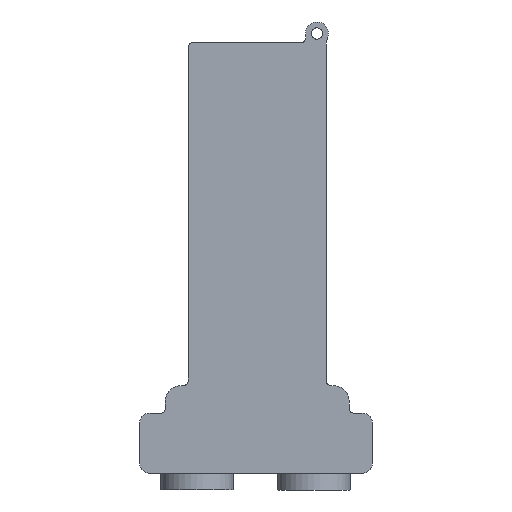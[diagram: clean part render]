
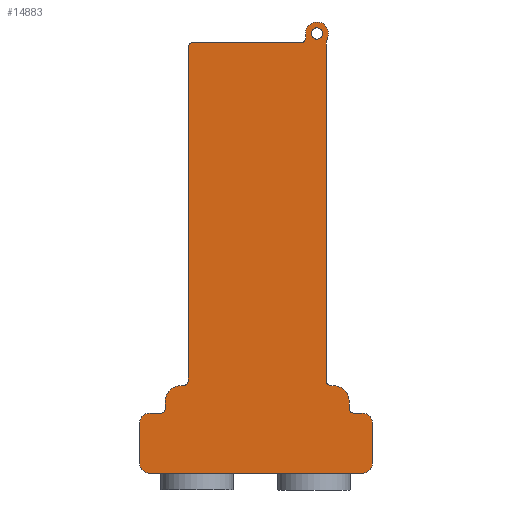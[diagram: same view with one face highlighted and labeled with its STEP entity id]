
A CAD part, front view. The second image highlights one B-rep face of the part: STEP entity #14883.
In plain terms, the highlighted planar face has unit normal (0, -1, 0).
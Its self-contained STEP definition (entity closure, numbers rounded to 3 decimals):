
#657=FACE_BOUND('',#2733,.T.);
#956=CIRCLE('',#16053,3.5);
#958=CIRCLE('',#16057,1.);
#959=CIRCLE('',#16060,1.);
#961=CIRCLE('',#16065,3.5);
#964=CIRCLE('',#16070,1.);
#965=CIRCLE('',#16073,1.);
#993=CIRCLE('',#16174,2.);
#996=CIRCLE('',#16179,2.);
#999=CIRCLE('',#16184,2.);
#1001=CIRCLE('',#16187,2.);
#1015=CIRCLE('',#16266,7.);
#1017=CIRCLE('',#16270,1.);
#1021=CIRCLE('',#16278,2.5);
#1022=CIRCLE('',#16280,1.);
#1023=CIRCLE('',#16281,1.25);
#1755=FACE_OUTER_BOUND('',#2732,.T.);
#2732=EDGE_LOOP('',(#12736,#12737,#12738,#12739,#12740,#12741,#12742,#12743,
#12744,#12745,#12746,#12747,#12748,#12749,#12750,#12751,#12752,#12753,#12754,
#12755,#12756,#12757,#12758,#12759,#12760,#12761,#12762));
#2733=EDGE_LOOP('',(#12763));
#3905=LINE('',#23809,#5512);
#3908=LINE('',#23820,#5515);
#3914=LINE('',#23835,#5521);
#3919=LINE('',#23850,#5526);
#3922=LINE('',#23861,#5529);
#3943=LINE('',#23923,#5550);
#4068=LINE('',#24221,#5675);
#4074=LINE('',#24239,#5681);
#4077=LINE('',#24253,#5684);
#4151=LINE('',#24446,#5758);
#4156=LINE('',#24461,#5763);
#4160=LINE('',#24469,#5767);
#4163=LINE('',#24483,#5770);
#5512=VECTOR('',#19211,10.);
#5515=VECTOR('',#19222,10.);
#5521=VECTOR('',#19238,10.);
#5526=VECTOR('',#19251,10.);
#5529=VECTOR('',#19262,10.);
#5550=VECTOR('',#19321,10.);
#5675=VECTOR('',#19618,10.);
#5681=VECTOR('',#19636,10.);
#5684=VECTOR('',#19653,10.);
#5758=VECTOR('',#19883,10.);
#5763=VECTOR('',#19896,10.);
#5767=VECTOR('',#19902,10.);
#5770=VECTOR('',#19921,10.);
#7018=VERTEX_POINT('',#23799);
#7019=VERTEX_POINT('',#23801);
#7021=VERTEX_POINT('',#23807);
#7024=VERTEX_POINT('',#23814);
#7025=VERTEX_POINT('',#23816);
#7026=VERTEX_POINT('',#23823);
#7029=VERTEX_POINT('',#23833);
#7030=VERTEX_POINT('',#23837);
#7031=VERTEX_POINT('',#23838);
#7035=VERTEX_POINT('',#23848);
#7038=VERTEX_POINT('',#23855);
#7039=VERTEX_POINT('',#23857);
#7040=VERTEX_POINT('',#23864);
#7061=VERTEX_POINT('',#23922);
#7145=VERTEX_POINT('',#24211);
#7148=VERTEX_POINT('',#24219);
#7150=VERTEX_POINT('',#24225);
#7154=VERTEX_POINT('',#24237);
#7155=VERTEX_POINT('',#24241);
#7157=VERTEX_POINT('',#24247);
#7196=VERTEX_POINT('',#24435);
#7197=VERTEX_POINT('',#24437);
#7202=VERTEX_POINT('',#24451);
#7203=VERTEX_POINT('',#24453);
#7205=VERTEX_POINT('',#24459);
#7208=VERTEX_POINT('',#24468);
#7211=VERTEX_POINT('',#24481);
#7212=VERTEX_POINT('',#24484);
#8795=EDGE_CURVE('',#7018,#7019,#956,.T.);
#8799=EDGE_CURVE('',#7021,#7018,#3905,.T.);
#8802=EDGE_CURVE('',#7024,#7025,#958,.T.);
#8804=EDGE_CURVE('',#7024,#7019,#3908,.T.);
#8806=EDGE_CURVE('',#7026,#7021,#959,.T.);
#8812=EDGE_CURVE('',#7029,#7026,#3914,.T.);
#8813=EDGE_CURVE('',#7030,#7031,#961,.T.);
#8819=EDGE_CURVE('',#7035,#7030,#3919,.T.);
#8822=EDGE_CURVE('',#7038,#7039,#964,.T.);
#8824=EDGE_CURVE('',#7031,#7038,#3922,.T.);
#8826=EDGE_CURVE('',#7040,#7035,#965,.T.);
#8855=EDGE_CURVE('',#7061,#7039,#3943,.T.);
#8995=EDGE_CURVE('',#7145,#7029,#993,.T.);
#9000=EDGE_CURVE('',#7145,#7148,#4068,.T.);
#9003=EDGE_CURVE('',#7150,#7148,#996,.T.);
#9010=EDGE_CURVE('',#7154,#7150,#4074,.T.);
#9011=EDGE_CURVE('',#7155,#7154,#999,.T.);
#9014=EDGE_CURVE('',#7061,#7157,#1001,.T.);
#9017=EDGE_CURVE('',#7155,#7157,#4077,.T.);
#9099=EDGE_CURVE('',#7196,#7197,#1015,.T.);
#9104=EDGE_CURVE('',#7040,#7197,#4151,.T.);
#9107=EDGE_CURVE('',#7202,#7203,#1017,.T.);
#9111=EDGE_CURVE('',#7205,#7202,#4156,.T.);
#9115=EDGE_CURVE('',#7208,#7203,#4160,.T.);
#9121=EDGE_CURVE('',#7196,#7208,#1021,.T.);
#9122=EDGE_CURVE('',#7211,#7205,#1022,.T.);
#9123=EDGE_CURVE('',#7025,#7211,#4163,.T.);
#9124=EDGE_CURVE('',#7212,#7212,#1023,.T.);
#12736=ORIENTED_EDGE('',*,*,#9104,.T.);
#12737=ORIENTED_EDGE('',*,*,#9099,.F.);
#12738=ORIENTED_EDGE('',*,*,#9121,.T.);
#12739=ORIENTED_EDGE('',*,*,#9115,.T.);
#12740=ORIENTED_EDGE('',*,*,#9107,.F.);
#12741=ORIENTED_EDGE('',*,*,#9111,.F.);
#12742=ORIENTED_EDGE('',*,*,#9122,.F.);
#12743=ORIENTED_EDGE('',*,*,#9123,.F.);
#12744=ORIENTED_EDGE('',*,*,#8802,.F.);
#12745=ORIENTED_EDGE('',*,*,#8804,.T.);
#12746=ORIENTED_EDGE('',*,*,#8795,.F.);
#12747=ORIENTED_EDGE('',*,*,#8799,.F.);
#12748=ORIENTED_EDGE('',*,*,#8806,.F.);
#12749=ORIENTED_EDGE('',*,*,#8812,.F.);
#12750=ORIENTED_EDGE('',*,*,#8995,.F.);
#12751=ORIENTED_EDGE('',*,*,#9000,.T.);
#12752=ORIENTED_EDGE('',*,*,#9003,.F.);
#12753=ORIENTED_EDGE('',*,*,#9010,.F.);
#12754=ORIENTED_EDGE('',*,*,#9011,.F.);
#12755=ORIENTED_EDGE('',*,*,#9017,.T.);
#12756=ORIENTED_EDGE('',*,*,#9014,.F.);
#12757=ORIENTED_EDGE('',*,*,#8855,.T.);
#12758=ORIENTED_EDGE('',*,*,#8822,.F.);
#12759=ORIENTED_EDGE('',*,*,#8824,.F.);
#12760=ORIENTED_EDGE('',*,*,#8813,.F.);
#12761=ORIENTED_EDGE('',*,*,#8819,.F.);
#12762=ORIENTED_EDGE('',*,*,#8826,.F.);
#12763=ORIENTED_EDGE('',*,*,#9124,.T.);
#14089=PLANE('',#16279);
#14883=ADVANCED_FACE('',(#1755,#657),#14089,.F.);
#16053=AXIS2_PLACEMENT_3D('',#23802,#19204,#19205);
#16057=AXIS2_PLACEMENT_3D('',#23817,#19217,#19218);
#16060=AXIS2_PLACEMENT_3D('',#23824,#19226,#19227);
#16065=AXIS2_PLACEMENT_3D('',#23839,#19241,#19242);
#16070=AXIS2_PLACEMENT_3D('',#23858,#19257,#19258);
#16073=AXIS2_PLACEMENT_3D('',#23865,#19266,#19267);
#16174=AXIS2_PLACEMENT_3D('',#24212,#19609,#19610);
#16179=AXIS2_PLACEMENT_3D('',#24227,#19624,#19625);
#16184=AXIS2_PLACEMENT_3D('',#24242,#19639,#19640);
#16187=AXIS2_PLACEMENT_3D('',#24248,#19646,#19647);
#16266=AXIS2_PLACEMENT_3D('',#24438,#19875,#19876);
#16270=AXIS2_PLACEMENT_3D('',#24454,#19889,#19890);
#16278=AXIS2_PLACEMENT_3D('',#24479,#19915,#19916);
#16279=AXIS2_PLACEMENT_3D('',#24480,#19917,#19918);
#16280=AXIS2_PLACEMENT_3D('',#24482,#19919,#19920);
#16281=AXIS2_PLACEMENT_3D('',#24485,#19922,#19923);
#19204=DIRECTION('center_axis',(0.,1.,0.));
#19205=DIRECTION('ref_axis',(-0.707,0.,0.707));
#19211=DIRECTION('',(0.,0.,1.));
#19217=DIRECTION('center_axis',(0.,-1.,0.));
#19218=DIRECTION('ref_axis',(0.707,0.,-0.707));
#19222=DIRECTION('',(-1.,0.,0.));
#19226=DIRECTION('center_axis',(0.,-1.,0.));
#19227=DIRECTION('ref_axis',(0.707,0.,-0.707));
#19238=DIRECTION('',(1.,0.,0.));
#19241=DIRECTION('center_axis',(0.,1.,0.));
#19242=DIRECTION('ref_axis',(0.707,0.,0.707));
#19251=DIRECTION('',(1.,0.,0.));
#19257=DIRECTION('center_axis',(0.,-1.,0.));
#19258=DIRECTION('ref_axis',(-0.707,0.,-0.707));
#19262=DIRECTION('',(0.,0.,-1.));
#19266=DIRECTION('center_axis',(0.,-1.,0.));
#19267=DIRECTION('ref_axis',(-0.707,0.,-0.707));
#19321=DIRECTION('',(-1.,0.,0.));
#19609=DIRECTION('center_axis',(0.,1.,0.));
#19610=DIRECTION('ref_axis',(-0.707,0.,0.707));
#19618=DIRECTION('',(0.,0.,-1.));
#19624=DIRECTION('center_axis',(0.,1.,0.));
#19625=DIRECTION('ref_axis',(-0.707,0.,-0.707));
#19636=DIRECTION('',(-1.,0.,0.));
#19639=DIRECTION('center_axis',(0.,1.,0.));
#19640=DIRECTION('ref_axis',(0.707,0.,-0.707));
#19646=DIRECTION('center_axis',(0.,1.,0.));
#19647=DIRECTION('ref_axis',(0.707,0.,0.707));
#19653=DIRECTION('',(0.,0.,1.));
#19875=DIRECTION('center_axis',(0.,-1.,0.));
#19876=DIRECTION('ref_axis',(1.,0.,0.));
#19883=DIRECTION('',(0.,0.,1.));
#19889=DIRECTION('center_axis',(0.,-1.,0.));
#19890=DIRECTION('ref_axis',(0.707,0.,-0.707));
#19896=DIRECTION('',(1.,0.,0.));
#19902=DIRECTION('',(0.,0.,-1.));
#19915=DIRECTION('center_axis',(0.,-1.,0.));
#19916=DIRECTION('ref_axis',(0.,0.,1.));
#19917=DIRECTION('center_axis',(0.,1.,0.));
#19918=DIRECTION('ref_axis',(0.,0.,1.));
#19919=DIRECTION('center_axis',(0.,1.,0.));
#19920=DIRECTION('ref_axis',(-0.707,0.,0.707));
#19921=DIRECTION('',(0.,0.,1.));
#19922=DIRECTION('center_axis',(0.,1.,0.));
#19923=DIRECTION('ref_axis',(0.,0.,1.));
#23799=CARTESIAN_POINT('',(-20.,-5.4,2.5));
#23801=CARTESIAN_POINT('',(-16.5,-5.4,6.));
#23802=CARTESIAN_POINT('Origin',(-16.5,-5.4,2.5));
#23807=CARTESIAN_POINT('',(-20.,-5.4,1.));
#23809=CARTESIAN_POINT('',(-20.,-5.4,11.25));
#23814=CARTESIAN_POINT('',(-16.,-5.4,6.));
#23816=CARTESIAN_POINT('',(-15.,-5.4,7.));
#23817=CARTESIAN_POINT('Origin',(-16.,-5.4,7.));
#23820=CARTESIAN_POINT('',(-17.,-5.4,6.));
#23823=CARTESIAN_POINT('',(-21.,-5.4,0.));
#23824=CARTESIAN_POINT('Origin',(-21.,-5.4,1.));
#23833=CARTESIAN_POINT('',(-23.5,-5.4,0.));
#23835=CARTESIAN_POINT('',(-18.875,-5.4,0.));
#23837=CARTESIAN_POINT('',(16.5,-5.4,6.));
#23838=CARTESIAN_POINT('',(20.,-5.4,2.5));
#23839=CARTESIAN_POINT('Origin',(16.5,-5.4,2.5));
#23848=CARTESIAN_POINT('',(16.,-5.4,6.));
#23850=CARTESIAN_POINT('',(19.5,-5.4,6.));
#23855=CARTESIAN_POINT('',(20.,-5.4,1.));
#23857=CARTESIAN_POINT('',(21.,-5.4,0.));
#23858=CARTESIAN_POINT('Origin',(21.,-5.4,1.));
#23861=CARTESIAN_POINT('',(20.,-5.4,5.));
#23864=CARTESIAN_POINT('',(15.,-5.4,7.));
#23865=CARTESIAN_POINT('Origin',(16.,-5.4,7.));
#23922=CARTESIAN_POINT('',(23.,-5.4,0.));
#23923=CARTESIAN_POINT('',(10.,-5.4,0.));
#24211=CARTESIAN_POINT('',(-25.5,-5.4,-2.));
#24212=CARTESIAN_POINT('Origin',(-23.5,-5.4,-2.));
#24219=CARTESIAN_POINT('',(-25.5,-5.4,-11.));
#24221=CARTESIAN_POINT('',(-25.5,-5.4,6.75));
#24225=CARTESIAN_POINT('',(-23.5,-5.4,-13.));
#24227=CARTESIAN_POINT('Origin',(-23.5,-5.4,-11.));
#24237=CARTESIAN_POINT('',(23.,-5.4,-13.));
#24239=CARTESIAN_POINT('',(-18.875,-5.4,-13.));
#24241=CARTESIAN_POINT('',(25.,-5.4,-11.));
#24242=CARTESIAN_POINT('Origin',(23.,-5.4,-11.));
#24247=CARTESIAN_POINT('',(25.,-5.4,-2.));
#24248=CARTESIAN_POINT('Origin',(23.,-5.4,-2.));
#24253=CARTESIAN_POINT('',(25.,-5.4,6.75));
#24435=CARTESIAN_POINT('',(15.368,-5.4,81.7));
#24437=CARTESIAN_POINT('',(15.,-5.4,79.459));
#24438=CARTESIAN_POINT('Origin',(22.,-5.4,79.459));
#24446=CARTESIAN_POINT('',(15.,-5.4,24.));
#24451=CARTESIAN_POINT('',(9.506,-5.4,80.5));
#24453=CARTESIAN_POINT('',(10.506,-5.4,81.5));
#24454=CARTESIAN_POINT('Origin',(9.506,-5.4,81.5));
#24459=CARTESIAN_POINT('',(-14.,-5.4,80.5));
#24461=CARTESIAN_POINT('',(0.,-5.4,80.5));
#24468=CARTESIAN_POINT('',(10.506,-5.4,82.333));
#24469=CARTESIAN_POINT('',(10.506,-5.4,81.5));
#24479=CARTESIAN_POINT('Origin',(13.,-5.4,82.5));
#24480=CARTESIAN_POINT('Origin',(0.,-5.4,25.));
#24481=CARTESIAN_POINT('',(-15.,-5.4,79.5));
#24482=CARTESIAN_POINT('Origin',(-14.,-5.4,79.5));
#24483=CARTESIAN_POINT('',(-15.,-5.4,43.));
#24484=CARTESIAN_POINT('',(13.,-5.4,81.25));
#24485=CARTESIAN_POINT('Origin',(13.,-5.4,82.5));
